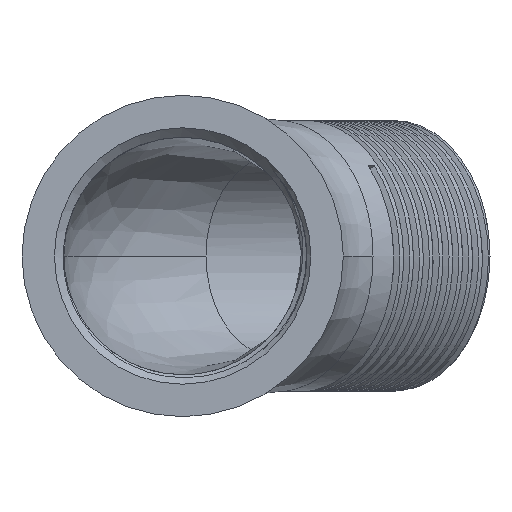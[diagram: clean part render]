
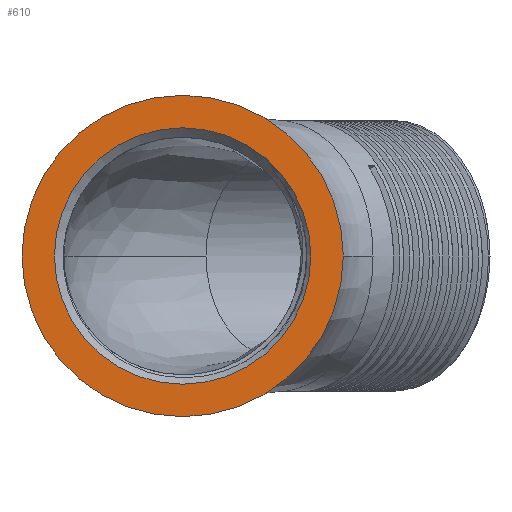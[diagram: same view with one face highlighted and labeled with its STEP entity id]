
A CAD part, front view. The second image highlights one B-rep face of the part: STEP entity #610.
In plain terms, the highlighted planar face has unit normal (0, -1, 0).
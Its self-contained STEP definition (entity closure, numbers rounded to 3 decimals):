
#24=CIRCLE('',#642,25.5);
#25=CIRCLE('',#643,20.35);
#216=ORIENTED_EDGE('',*,*,#406,.T.);
#217=ORIENTED_EDGE('',*,*,#407,.T.);
#406=EDGE_CURVE('',#500,#500,#24,.T.);
#407=EDGE_CURVE('',#501,#501,#25,.T.);
#500=VERTEX_POINT('',#7562);
#501=VERTEX_POINT('',#7564);
#542=EDGE_LOOP('',(#216));
#543=EDGE_LOOP('',(#217));
#574=FACE_BOUND('',#542,.T.);
#575=FACE_BOUND('',#543,.T.);
#600=PLANE('',#641);
#610=ADVANCED_FACE('',(#574,#575),#600,.T.);
#641=AXIS2_PLACEMENT_3D('',#7560,#677,#678);
#642=AXIS2_PLACEMENT_3D('',#7561,#679,#680);
#643=AXIS2_PLACEMENT_3D('',#7563,#681,#682);
#677=DIRECTION('',(0.,-1.,0.));
#678=DIRECTION('',(0.,0.,-1.));
#679=DIRECTION('',(0.,-1.,0.));
#680=DIRECTION('',(0.,0.,-1.));
#681=DIRECTION('',(0.,1.,0.));
#682=DIRECTION('',(0.,0.,-1.));
#7560=CARTESIAN_POINT('',(18.85,0.,0.));
#7561=CARTESIAN_POINT('',(0.,0.,0.));
#7562=CARTESIAN_POINT('',(0.,0.,-25.5));
#7563=CARTESIAN_POINT('',(0.,0.,0.));
#7564=CARTESIAN_POINT('',(0.,0.,-20.35));
